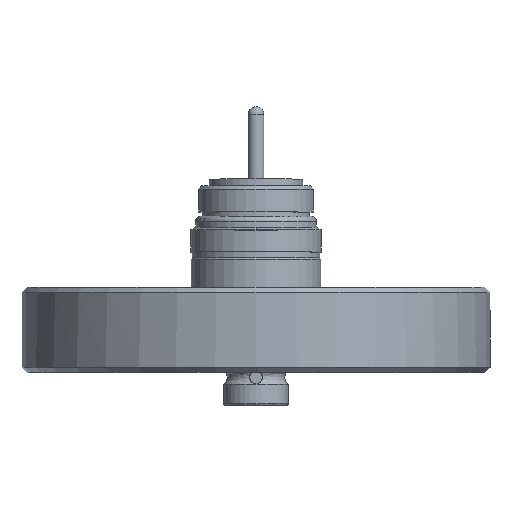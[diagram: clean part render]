
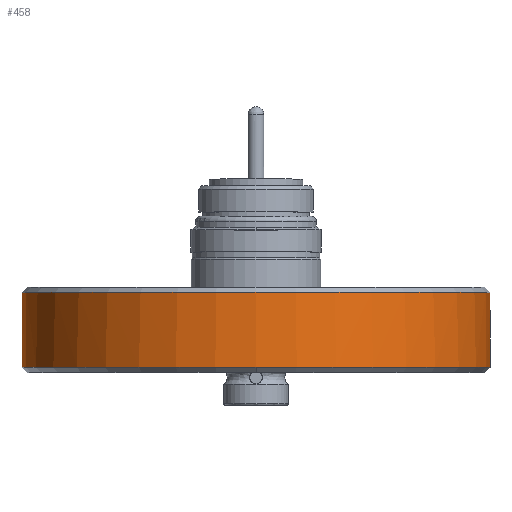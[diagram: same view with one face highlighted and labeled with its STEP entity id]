
A CAD part, top view. The second image highlights one B-rep face of the part: STEP entity #458.
In plain terms, the highlighted cylindrical face has radius 34.925 mm (diameter 69.85 mm), a partial arc.
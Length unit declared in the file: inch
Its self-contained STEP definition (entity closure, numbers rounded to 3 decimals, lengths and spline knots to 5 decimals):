
#31 = EDGE_CURVE ( 'NONE', #1700, #1557, #5312, .T. ) ;
#135 = EDGE_LOOP ( 'NONE', ( #6438, #2869, #1007, #954, #210, #6411, #2634, #707, #689 ) ) ;
#169 = CIRCLE ( 'NONE', #1359, 1.375 ) ;
#210 = ORIENTED_EDGE ( 'NONE', *, *, #1136, .T. ) ;
#343 = LINE ( 'NONE', #5363, #5855 ) ;
#351 = CARTESIAN_POINT ( 'NONE',  ( -1.375, -0.809, 0. ) ) ;
#420 = CARTESIAN_POINT ( 'NONE',  ( 1.375, 0., 0. ) ) ;
#444 = CARTESIAN_POINT ( 'NONE',  ( 0., 0., 0. ) ) ;
#458 = ADVANCED_FACE ( 'NONE', ( #6030 ), #4264, .T. ) ;
#556 = VECTOR ( 'NONE', #6182, 39.37008 ) ;
#689 = ORIENTED_EDGE ( 'NONE', *, *, #4939, .F. ) ;
#707 = ORIENTED_EDGE ( 'NONE', *, *, #3453, .F. ) ;
#739 = CARTESIAN_POINT ( 'NONE',  ( -1.375, -0.809, 0.01033 ) ) ;
#769 = CARTESIAN_POINT ( 'NONE',  ( 1.37465, -0.80898, 0.031 ) ) ;
#945 = CARTESIAN_POINT ( 'NONE',  ( -1.375, -1.14312, 0. ) ) ;
#954 = ORIENTED_EDGE ( 'NONE', *, *, #6058, .T. ) ;
#1007 = ORIENTED_EDGE ( 'NONE', *, *, #6457, .T. ) ;
#1136 = EDGE_CURVE ( 'NONE', #5787, #1514, #169, .T. ) ;
#1162 = VECTOR ( 'NONE', #3789, 39.37008 ) ;
#1204 = DIRECTION ( 'NONE',  ( 0., -1., 0. ) ) ;
#1317 = EDGE_CURVE ( 'NONE', #3173, #3327, #6252, .T. ) ;
#1359 = AXIS2_PLACEMENT_3D ( 'NONE', #6050, #2826, #6559 ) ;
#1406 = LINE ( 'NONE', #420, #5837 ) ;
#1514 = VERTEX_POINT ( 'NONE', #6659 ) ;
#1527 = CARTESIAN_POINT ( 'NONE',  ( 0., -1.14312, 1.375 ) ) ;
#1557 = VERTEX_POINT ( 'NONE', #351 ) ;
#1700 = VERTEX_POINT ( 'NONE', #3081 ) ;
#1724 = VERTEX_POINT ( 'NONE', #3678 ) ;
#1829 = CARTESIAN_POINT ( 'NONE',  ( -1.375, -0.809, 0. ) ) ;
#2093 = DIRECTION ( 'NONE',  ( 0., -1., 0. ) ) ;
#2634 = ORIENTED_EDGE ( 'NONE', *, *, #31, .T. ) ;
#2720 = CARTESIAN_POINT ( 'NONE',  ( -1.37465, 0., 0.031 ) ) ;
#2826 = DIRECTION ( 'NONE',  ( 0., -1., 0. ) ) ;
#2869 = ORIENTED_EDGE ( 'NONE', *, *, #4829, .T. ) ;
#2969 = CARTESIAN_POINT ( 'NONE',  ( 1.37465, 0., 0.031 ) ) ;
#3081 = CARTESIAN_POINT ( 'NONE',  ( -1.37465, -0.80898, 0.031 ) ) ;
#3173 = VERTEX_POINT ( 'NONE', #6183 ) ;
#3327 = VERTEX_POINT ( 'NONE', #1527 ) ;
#3453 = EDGE_CURVE ( 'NONE', #5676, #1557, #343, .T. ) ;
#3604 = DIRECTION ( 'NONE',  ( -1., 0., 0. ) ) ;
#3678 = CARTESIAN_POINT ( 'NONE',  ( 1.375, -0.809, 0. ) ) ;
#3741 = DIRECTION ( 'NONE',  ( 0., 1., 0. ) ) ;
#3789 = DIRECTION ( 'NONE',  ( 0., -1., 0. ) ) ;
#3832 = EDGE_CURVE ( 'NONE', #1514, #1700, #6814, .T. ) ;
#3838 = VERTEX_POINT ( 'NONE', #4897 ) ;
#3851 = LINE ( 'NONE', #2969, #556 ) ;
#3867 = CARTESIAN_POINT ( 'NONE',  ( -1.37488, -0.80899, 0.02067 ) ) ;
#3925 = CARTESIAN_POINT ( 'NONE',  ( 1.37488, -0.80899, 0.02067 ) ) ;
#4124 = DIRECTION ( 'NONE',  ( 0., 1., 0. ) ) ;
#4170 = B_SPLINE_CURVE_WITH_KNOTS ( 'NONE', 3,
 ( #6079, #6586, #3925, #769 ),
 .UNSPECIFIED., .F., .F.,
 ( 4, 4 ),
 ( 0.00079, 0.00157 ),
 .UNSPECIFIED. ) ;
#4264 = CYLINDRICAL_SURFACE ( 'NONE', #5109, 1.375 ) ;
#4394 = CARTESIAN_POINT ( 'NONE',  ( 0., -1.14312, 0. ) ) ;
#4703 = DIRECTION ( 'NONE',  ( 0., 1., 0. ) ) ;
#4829 = EDGE_CURVE ( 'NONE', #3173, #1724, #1406, .T. ) ;
#4833 = CARTESIAN_POINT ( 'NONE',  ( 1.37465, -0.70312, 0.031 ) ) ;
#4897 = CARTESIAN_POINT ( 'NONE',  ( 1.37465, -0.80898, 0.031 ) ) ;
#4939 = EDGE_CURVE ( 'NONE', #3327, #5676, #6388, .T. ) ;
#4946 = DIRECTION ( 'NONE',  ( 0., 0., 1. ) ) ;
#5022 = CARTESIAN_POINT ( 'NONE',  ( -1.37465, -0.80898, 0.031 ) ) ;
#5109 = AXIS2_PLACEMENT_3D ( 'NONE', #444, #4703, #3604 ) ;
#5288 = CARTESIAN_POINT ( 'NONE',  ( 0., -1.14312, 0. ) ) ;
#5312 = B_SPLINE_CURVE_WITH_KNOTS ( 'NONE', 3,
 ( #5022, #3867, #739, #1829 ),
 .UNSPECIFIED., .F., .F.,
 ( 4, 4 ),
 ( 0., 0.00079 ),
 .UNSPECIFIED. ) ;
#5317 = AXIS2_PLACEMENT_3D ( 'NONE', #5288, #2093, #5831 ) ;
#5363 = CARTESIAN_POINT ( 'NONE',  ( -1.375, 0., 0. ) ) ;
#5676 = VERTEX_POINT ( 'NONE', #945 ) ;
#5787 = VERTEX_POINT ( 'NONE', #4833 ) ;
#5831 = DIRECTION ( 'NONE',  ( 0., 0., 1. ) ) ;
#5837 = VECTOR ( 'NONE', #4124, 39.37008 ) ;
#5855 = VECTOR ( 'NONE', #3741, 39.37008 ) ;
#6030 = FACE_OUTER_BOUND ( 'NONE', #135, .T. ) ;
#6050 = CARTESIAN_POINT ( 'NONE',  ( 0., -0.70312, 0. ) ) ;
#6058 = EDGE_CURVE ( 'NONE', #3838, #5787, #3851, .T. ) ;
#6079 = CARTESIAN_POINT ( 'NONE',  ( 1.375, -0.809, 0. ) ) ;
#6182 = DIRECTION ( 'NONE',  ( 0., 1., 0. ) ) ;
#6183 = CARTESIAN_POINT ( 'NONE',  ( 1.375, -1.14312, 0. ) ) ;
#6252 = CIRCLE ( 'NONE', #6686, 1.375 ) ;
#6388 = CIRCLE ( 'NONE', #5317, 1.375 ) ;
#6411 = ORIENTED_EDGE ( 'NONE', *, *, #3832, .T. ) ;
#6438 = ORIENTED_EDGE ( 'NONE', *, *, #1317, .F. ) ;
#6457 = EDGE_CURVE ( 'NONE', #1724, #3838, #4170, .T. ) ;
#6559 = DIRECTION ( 'NONE',  ( -1., 0., 0. ) ) ;
#6586 = CARTESIAN_POINT ( 'NONE',  ( 1.375, -0.809, 0.01033 ) ) ;
#6659 = CARTESIAN_POINT ( 'NONE',  ( -1.37465, -0.70312, 0.031 ) ) ;
#6686 = AXIS2_PLACEMENT_3D ( 'NONE', #4394, #1204, #4946 ) ;
#6814 = LINE ( 'NONE', #2720, #1162 ) ;
